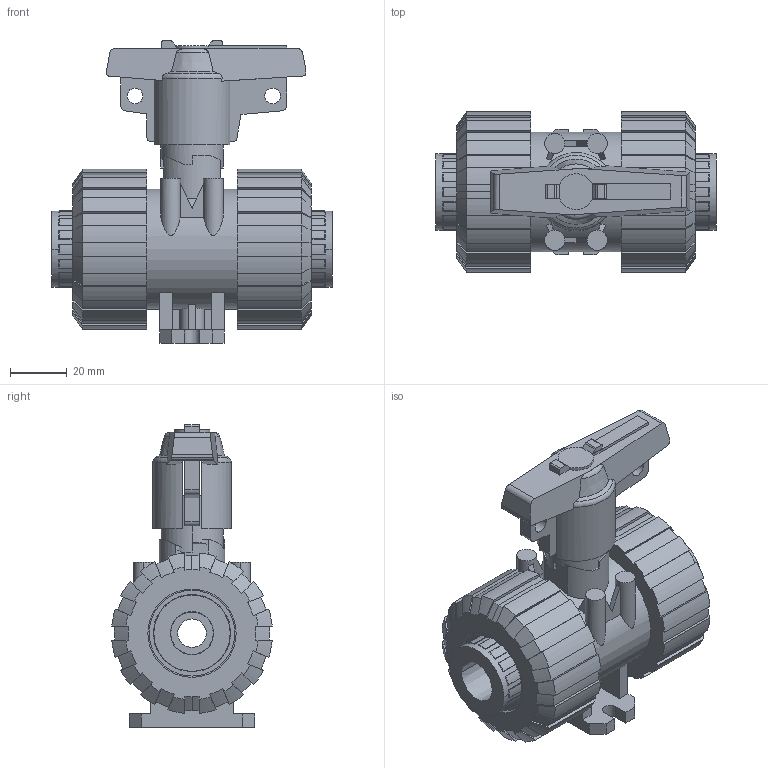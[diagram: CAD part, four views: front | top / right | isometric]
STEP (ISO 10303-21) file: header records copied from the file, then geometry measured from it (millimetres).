
FILE_DESCRIPTION(('STEP AP214'),'1');
FILE_NAME('cctmp_7DB728CC-8C34-483E-96DA-ECA45133A766_2021_10_21_12_33_41_0781..stp','2021-10-21T10:33:42',('Praher Valves GmbH'),('CADClick - www.CADClick.com'),'Spatial InterOp 3D',' ','unknown authorization');
FILE_SCHEMA(('AUTOMOTIVE_DESIGN'));
Length unit declared in the file: millimetre
Products named in the file (7): cc_unnamed; 124091_5; 124091_4; 124091_3; 124091_2; 124091_1; 124091
Assembly tree (6 placements, depth 2):
  cc_unnamed
    124091_5
    124091_4
    124091_3
    124091_2
    124091_1
    124091
Bounding box: 98.5 x 56.28 x 106.17 mm (x, y, z)
Volume: 197603.8 mm3; surface area: 62243.5 mm2
Topology: 6 solids, 6 shells, 569 faces, 1644 edges, 1096 vertices
Faces by surface type: plane 279, cylinder 166, cone 116, torus 8
Entity records: 24279 total; most frequent: CARTESIAN_POINT 4733, ORIENTED_EDGE 3288, DIRECTION 3020, EDGE_CURVE 1644, VERTEX_POINT 1096, AXIS2_PLACEMENT_3D 1092, LINE 836, VECTOR 836
